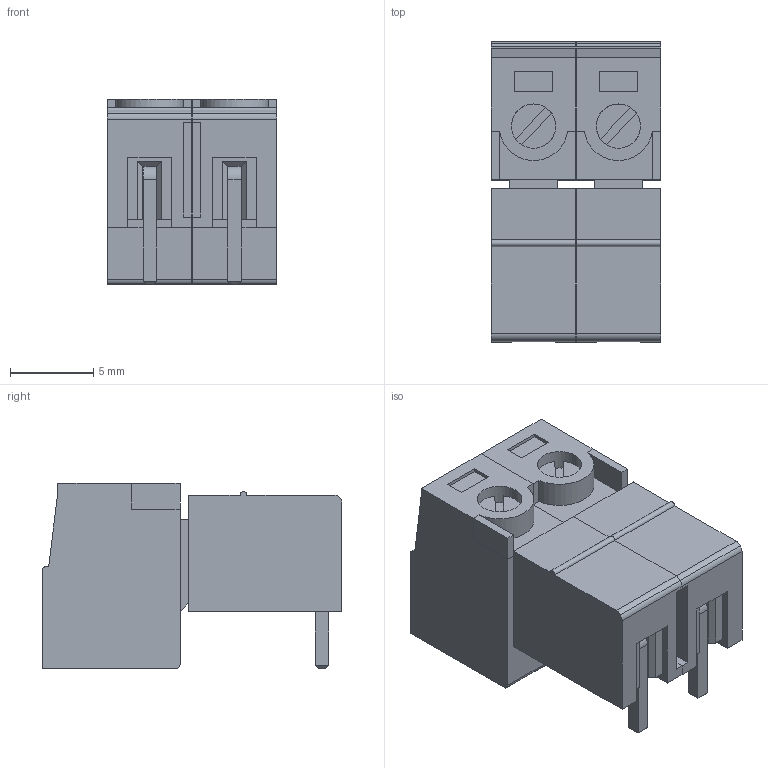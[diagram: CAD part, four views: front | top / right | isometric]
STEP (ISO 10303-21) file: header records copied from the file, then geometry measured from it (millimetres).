
FILE_DESCRIPTION (( 'STEP AP214' ), '1' );
FILE_NAME ('2EDGR - 2P.STEP', '2020-05-04T17:34:53', ( '' ), ( '' ), 'SwSTEP 2.0', 'SolidWorks 2019', '' );
FILE_SCHEMA (( 'AUTOMOTIVE_DESIGN' ));
Length unit declared in the file: millimetre
Products named in the file (11): body_15edgk_top.stp; 15EDGK-5.08-02P-14-00A(H).stp; body_1pc_1.stp; 15EDGK-5.08-02P-14-00A(H); 15EDGRC-5.08- 02P-14-00A(H).stp; body_1pc.stp; contact.stp; 2EDGR - 2P; 15EDGRC-5.08- 02P-14-00A(H); body_screw EC350V.stp; body_1pc EC350V.stp
Assembly tree (14 placements, depth 4):
  2EDGR - 2P
    15EDGRC-5.08- 02P-14-00A(H)
      15EDGRC-5.08- 02P-14-00A(H).stp
        body_1pc.stp
        contact.stp  x2
        body_1pc_1.stp
    15EDGK-5.08-02P-14-00A(H)
      15EDGK-5.08-02P-14-00A(H).stp
        body_1pc EC350V.stp  x2
        body_screw EC350V.stp  x2
        body_15edgk_top.stp  x2
Bounding box: 10.16 x 17.97 x 11.1 mm (x, y, z)
Volume: 1274.9 mm3; surface area: 2353.4 mm2
Topology: 10 solids, 10 shells, 332 faces, 840 edges, 544 vertices
Faces by surface type: plane 244, cylinder 84, torus 4
Entity records: 7016 total; most frequent: CARTESIAN_POINT 1213, DIRECTION 1128, ORIENTED_EDGE 1128, EDGE_CURVE 564, VECTOR 462, LINE 462, VERTEX_POINT 366, AXIS2_PLACEMENT_3D 333
